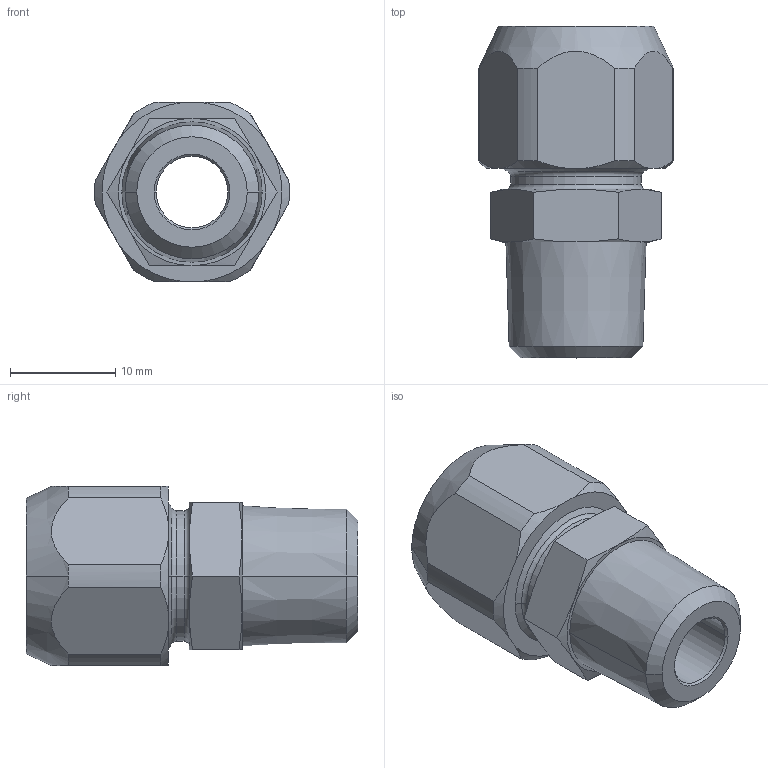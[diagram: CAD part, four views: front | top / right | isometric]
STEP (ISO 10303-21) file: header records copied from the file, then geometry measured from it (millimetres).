
FILE_DESCRIPTION(( 'CX.12.10.14.stp' ), '1');
FILE_NAME( 'CX.12.10.14.stp', '2018-08-24T14:34:41',( 'Sopra'),('sopra-pneumatic.com'), 'SwSTEP 2.0','SolidWorks 2009','' );
FILE_SCHEMA(('CONFIG_CONTROL_DESIGN'));
Length unit declared in the file: millimetre
Products named in the file (1): 360430B_151X4-10-8-1-4K
Bounding box: 18.5 x 31.5 x 17 mm (x, y, z)
Volume: 4258.4 mm3; surface area: 2956.1 mm2
Topology: 1 solids, 1 shells, 69 faces, 160 edges, 98 vertices
Faces by surface type: cone 28, plane 19, cylinder 14, torus 8
Entity records: 2122 total; most frequent: CARTESIAN_POINT 529, DIRECTION 332, ORIENTED_EDGE 320, EDGE_CURVE 160, AXIS2_PLACEMENT_3D 145, VERTEX_POINT 98, EDGE_LOOP 76, CIRCLE 76
